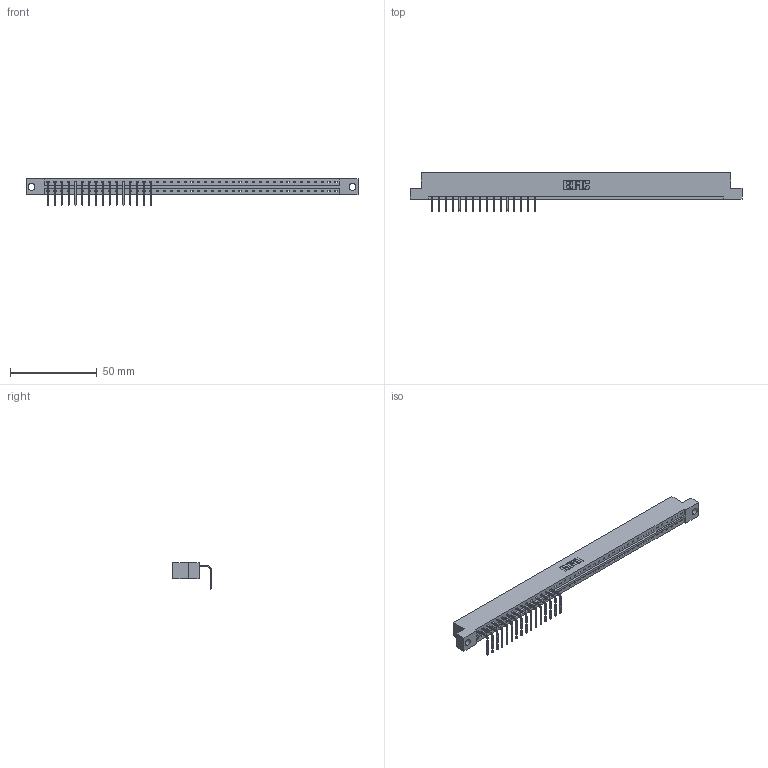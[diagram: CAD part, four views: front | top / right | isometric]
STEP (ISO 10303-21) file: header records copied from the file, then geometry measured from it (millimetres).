
FILE_DESCRIPTION (( 'STEP AP203' ), '1' );
FILE_NAME ('333-016-558-104.STEP', '2018-08-01T21:01:28', ( '' ), ( '' ), 'SwSTEP 2.0', 'SolidWorks 2016', '' );
FILE_SCHEMA (( 'CONFIG_CONTROL_DESIGN' ));
Length unit declared in the file: inch
Products named in the file (3): 333 Part_Flush - .156 Dia - TH; 345-292-001_558 Tail - 2; 333-016-558-104
Assembly tree (17 placements, depth 2):
  333-016-558-104
    333 Part_Flush - .156 Dia - TH
    345-292-001_558 Tail - 2  x16
Bounding box: 191.92 x 22.17 x 15.37 mm (x, y, z)
Volume: 18978.1 mm3; surface area: 18949.4 mm2
Topology: 17 solids, 17 shells, 1398 faces, 4357 edges, 2882 vertices
Faces by surface type: plane 1098, cylinder 300
Entity records: 25381 total; most frequent: ORIENTED_EDGE 4514, CARTESIAN_POINT 4508, DIRECTION 3769, EDGE_CURVE 2257, LINE 2129, VECTOR 2129, VERTEX_POINT 1502, AXIS2_PLACEMENT_3D 820
